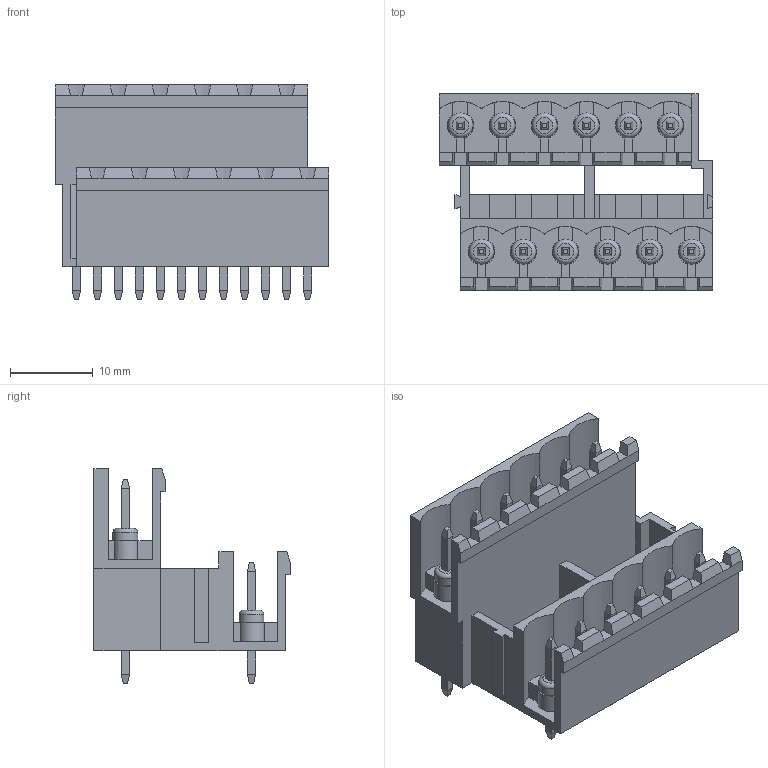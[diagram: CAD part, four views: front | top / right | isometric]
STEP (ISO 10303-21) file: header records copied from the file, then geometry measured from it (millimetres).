
FILE_DESCRIPTION( ( 'Unknown' ), '1' );
FILE_NAME( '691338500012.stp', 'Unknown', ( 'Unknown' ), ( 'Unknown' ), 'PSStep 18.0.17', 'Unknown', ' ' );
FILE_SCHEMA( ( 'AUTOMOTIVE_DESIGN { 1 0 10303 214 1 1 1 1 }' ) );
Length unit declared in the file: millimetre
Products named in the file (4): Assem1; 6913385000xx_PIN Longue; 6913385000xx_PIN Courte; 691338500012
Assembly tree (13 placements, depth 2):
  Assem1
    6913385000xx_PIN Longue  x6
    6913385000xx_PIN Courte  x6
    691338500012
Bounding box: 33.02 x 23.7 x 25.9 mm (x, y, z)
Volume: 4842.6 mm3; surface area: 8121 mm2
Topology: 13 solids, 13 shells, 628 faces, 1715 edges, 1103 vertices
Faces by surface type: plane 568, cylinder 48, torus 12
Full cylindrical faces by diameter (mm): 2.997 x6, 3 x6
Entity records: 19869 total; most frequent: CARTESIAN_POINT 2832, ORIENTED_EDGE 2798, DIRECTION 2535, EDGE_CURVE 1399, LINE 1267, VECTOR 1267, VERTEX_POINT 931, AXIS2_PLACEMENT_3D 634
